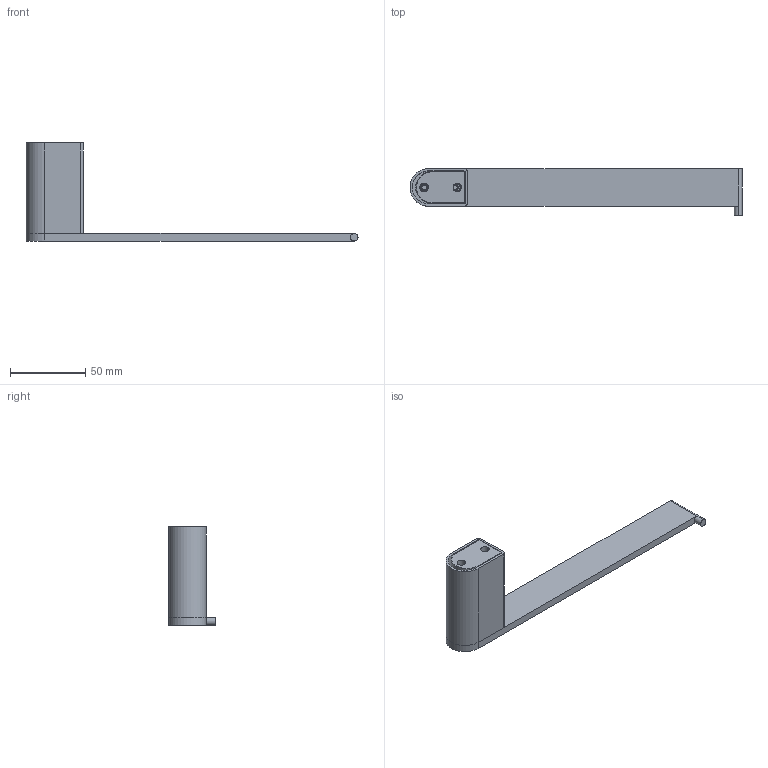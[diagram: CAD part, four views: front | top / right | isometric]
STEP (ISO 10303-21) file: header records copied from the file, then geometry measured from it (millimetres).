
FILE_DESCRIPTION((''),'2;1');
FILE_NAME('BL-93208-2_ASM','2024-03-11T',('Administrator'),(''),'PRO/ENGINEER BY PARAMETRIC TECHNOLOGY CORPORATION, 2010280','PRO/ENGINEER BY PARAMETRIC TECHNOLOGY CORPORATION, 2010280','');
FILE_SCHEMA(('CONFIG_CONTROL_DESIGN'));
Length unit declared in the file: millimetre
Products named in the file (10): MGC2204; MJC1040; AJC0743_ASM; MGC2396; BLC0017WXX; BLC0012WXX; BLC0015WXX; MZB0219; BLC0007WXX; BL-93208-2_ASM
Assembly tree (13 placements, depth 3):
  BL-93208-2_ASM
    AJC0743_ASM
      MGC2204
      MJC1040
    MGC2396
    BLC0017WXX  x2
    BLC0012WXX  x2
    BLC0015WXX  x2
    MZB0219
    BLC0007WXX  x2
Bounding box: 220 x 31 x 65 mm (x, y, z)
Volume: 49984.5 mm3; surface area: 35015.3 mm2
Topology: 12 solids, 18 shells, 374 faces, 945 edges, 595 vertices
Faces by surface type: cylinder 185, plane 117, bspline 36, cone 30, sphere 4, torus 2
Entity records: 15052 total; most frequent: CARTESIAN_POINT 9372, ORIENTED_EDGE 1158, DIRECTION 1064, EDGE_CURVE 589, AXIS2_PLACEMENT_3D 383, VERTEX_POINT 374, VECTOR 298, LINE 298
